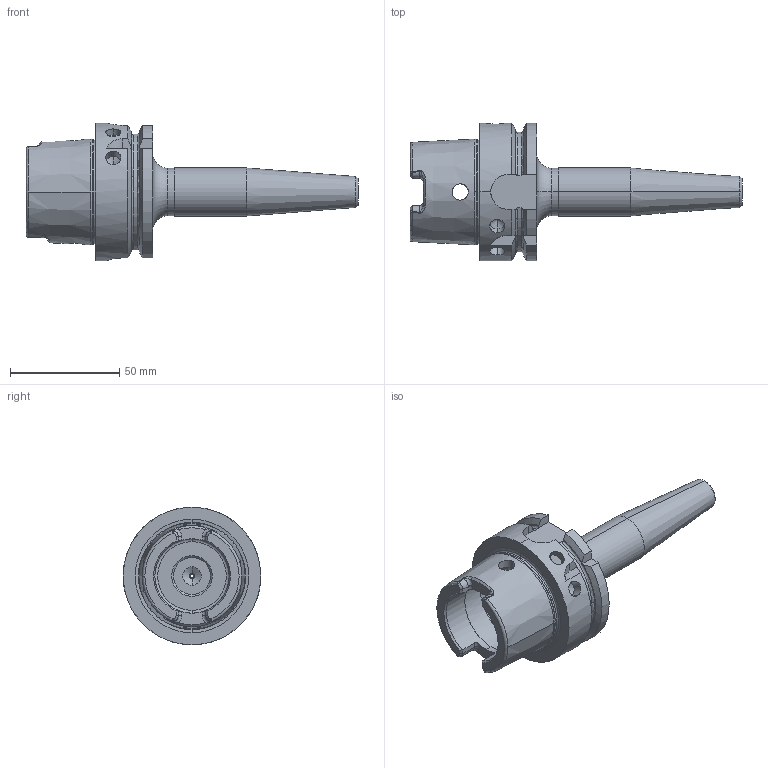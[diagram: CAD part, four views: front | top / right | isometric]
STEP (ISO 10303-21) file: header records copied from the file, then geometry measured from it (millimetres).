
FILE_DESCRIPTION (( 'STEP AP214' ), '1' );
FILE_NAME ('93.05.071.201.STEP', '2019-06-19T11:16:49', ( '' ), ( '' ), 'SwSTEP 2.0', 'SolidWorks 2014', '' );
FILE_SCHEMA (( 'AUTOMOTIVE_DESIGN' ));
Length unit declared in the file: millimetre
Products named in the file (1): 93.05.071.201
Bounding box: 152 x 63 x 63 mm (x, y, z)
Volume: 107629.3 mm3; surface area: 30186.6 mm2
Topology: 2 solids, 2 shells, 228 faces, 532 edges, 311 vertices
Faces by surface type: plane 71, cylinder 60, cone 56, torus 25, bspline 16
Entity records: 10309 total; most frequent: CARTESIAN_POINT 2756, ORIENTED_EDGE 1052, DIRECTION 1027, EDGE_CURVE 526, AXIS2_PLACEMENT_3D 417, VERTEX_POINT 311, EDGE_LOOP 245, UNCERTAINTY_MEASURE_WITH_UNIT 232
